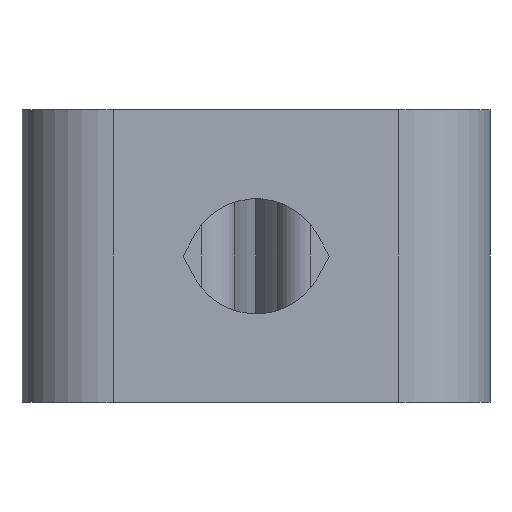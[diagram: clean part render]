
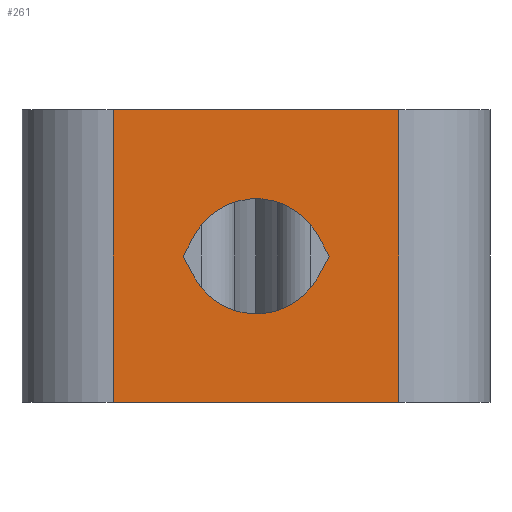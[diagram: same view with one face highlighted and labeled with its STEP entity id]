
A CAD part, front view. The second image highlights one B-rep face of the part: STEP entity #261.
In plain terms, the highlighted planar face has unit normal (0, -1, 0).
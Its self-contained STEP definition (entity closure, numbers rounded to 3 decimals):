
#30 = VECTOR ( 'NONE', #817, 1000. ) ;
#34 = ORIENTED_EDGE ( 'NONE', *, *, #67, .F. ) ;
#67 = EDGE_CURVE ( 'NONE', #1032, #2007, #2061, .T. ) ;
#75 = DIRECTION ( 'NONE',  ( 0.475, 0., -0.88 ) ) ;
#79 = VERTEX_POINT ( 'NONE', #2256 ) ;
#117 = LINE ( 'NONE', #1491, #467 ) ;
#212 = LINE ( 'NONE', #1587, #2295 ) ;
#254 = VERTEX_POINT ( 'NONE', #1588 ) ;
#261 = ADVANCED_FACE ( 'NONE', ( #2603, #1076 ), #1781, .F. ) ;
#278 = CARTESIAN_POINT ( 'NONE',  ( -1.691, -0.5, -0.571 ) ) ;
#288 = CARTESIAN_POINT ( 'NONE',  ( 0.005, -0.5, -0.361 ) ) ;
#292 = CARTESIAN_POINT ( 'NONE',  ( -1.691, -0.5, 0.554 ) ) ;
#304 = VECTOR ( 'NONE', #723, 1000. ) ;
#345 = DIRECTION ( 'NONE',  ( -1., 0., 0. ) ) ;
#362 = VECTOR ( 'NONE', #75, 1000. ) ;
#379 = VERTEX_POINT ( 'NONE', #2357 ) ;
#390 = AXIS2_PLACEMENT_3D ( 'NONE', #570, #1989, #2180 ) ;
#407 = VERTEX_POINT ( 'NONE', #1615 ) ;
#452 = EDGE_CURVE ( 'NONE', #79, #1032, #212, .T. ) ;
#467 = VECTOR ( 'NONE', #1453, 1000. ) ;
#570 = CARTESIAN_POINT ( 'NONE',  ( 0., -0.5, -4. ) ) ;
#619 = CARTESIAN_POINT ( 'NONE',  ( 0.005, -0.5, 0.344 ) ) ;
#673 = AXIS2_PLACEMENT_3D ( 'NONE', #619, #2429, #2422 ) ;
#705 = CARTESIAN_POINT ( 'NONE',  ( 3.9, -0.5, -4. ) ) ;
#723 = DIRECTION ( 'NONE',  ( 0.475, 0., 0.88 ) ) ;
#803 = ORIENTED_EDGE ( 'NONE', *, *, #2591, .F. ) ;
#816 = VECTOR ( 'NONE', #1881, 1000. ) ;
#817 = DIRECTION ( 'NONE',  ( 0., 0., 1. ) ) ;
#858 = CARTESIAN_POINT ( 'NONE',  ( -3.9, -0.5, 4. ) ) ;
#908 = ORIENTED_EDGE ( 'NONE', *, *, #2090, .T. ) ;
#956 = CARTESIAN_POINT ( 'NONE',  ( 2.005, -0.5, -0.008 ) ) ;
#957 = EDGE_LOOP ( 'NONE', ( #2093, #34, #1294, #908 ) ) ;
#1032 = VERTEX_POINT ( 'NONE', #2508 ) ;
#1043 = CARTESIAN_POINT ( 'NONE',  ( 3.9, -0.5, 4. ) ) ;
#1064 = DIRECTION ( 'NONE',  ( 1., 0., 0. ) ) ;
#1076 = FACE_OUTER_BOUND ( 'NONE', #957, .T. ) ;
#1154 = EDGE_CURVE ( 'NONE', #407, #1832, #2445, .T. ) ;
#1157 = ORIENTED_EDGE ( 'NONE', *, *, #1239, .F. ) ;
#1229 = VERTEX_POINT ( 'NONE', #1742 ) ;
#1239 = EDGE_CURVE ( 'NONE', #2475, #1229, #2197, .T. ) ;
#1294 = ORIENTED_EDGE ( 'NONE', *, *, #452, .F. ) ;
#1320 = VERTEX_POINT ( 'NONE', #1043 ) ;
#1350 = LINE ( 'NONE', #1441, #816 ) ;
#1441 = CARTESIAN_POINT ( 'NONE',  ( 2.005, -0.5, -0.008 ) ) ;
#1453 = DIRECTION ( 'NONE',  ( -1., 0., 0. ) ) ;
#1481 = VECTOR ( 'NONE', #1713, 1000. ) ;
#1491 = CARTESIAN_POINT ( 'NONE',  ( 0., -0.5, 4. ) ) ;
#1568 = EDGE_CURVE ( 'NONE', #379, #254, #2503, .T. ) ;
#1587 = CARTESIAN_POINT ( 'NONE',  ( 0., -0.5, -4. ) ) ;
#1588 = CARTESIAN_POINT ( 'NONE',  ( -1.691, -0.5, -0.571 ) ) ;
#1615 = CARTESIAN_POINT ( 'NONE',  ( 1.701, -0.5, -0.571 ) ) ;
#1651 = CARTESIAN_POINT ( 'NONE',  ( -3.9, -0.5, -4. ) ) ;
#1713 = DIRECTION ( 'NONE',  ( -0.475, 0., -0.88 ) ) ;
#1742 = CARTESIAN_POINT ( 'NONE',  ( -1.691, -0.5, 0.554 ) ) ;
#1752 = ORIENTED_EDGE ( 'NONE', *, *, #1154, .F. ) ;
#1768 = LINE ( 'NONE', #705, #1829 ) ;
#1781 = PLANE ( 'NONE',  #390 ) ;
#1799 = CIRCLE ( 'NONE', #673, 1.927 ) ;
#1807 = ORIENTED_EDGE ( 'NONE', *, *, #1568, .F. ) ;
#1829 = VECTOR ( 'NONE', #2150, 1000. ) ;
#1832 = VERTEX_POINT ( 'NONE', #2373 ) ;
#1875 = EDGE_CURVE ( 'NONE', #254, #407, #1799, .T. ) ;
#1881 = DIRECTION ( 'NONE',  ( -0.475, 0., 0.88 ) ) ;
#1949 = EDGE_CURVE ( 'NONE', #1320, #2007, #117, .T. ) ;
#1958 = LINE ( 'NONE', #292, #1481 ) ;
#1974 = ORIENTED_EDGE ( 'NONE', *, *, #2050, .F. ) ;
#1989 = DIRECTION ( 'NONE',  ( 0., 1., 0. ) ) ;
#2007 = VERTEX_POINT ( 'NONE', #858 ) ;
#2050 = EDGE_CURVE ( 'NONE', #1832, #2475, #1350, .T. ) ;
#2061 = LINE ( 'NONE', #1651, #30 ) ;
#2090 = EDGE_CURVE ( 'NONE', #79, #1320, #1768, .T. ) ;
#2093 = ORIENTED_EDGE ( 'NONE', *, *, #1949, .T. ) ;
#2110 = ORIENTED_EDGE ( 'NONE', *, *, #1875, .F. ) ;
#2150 = DIRECTION ( 'NONE',  ( 0., 0., 1. ) ) ;
#2180 = DIRECTION ( 'NONE',  ( -1., 0., 0. ) ) ;
#2197 = CIRCLE ( 'NONE', #2315, 1.927 ) ;
#2210 = CARTESIAN_POINT ( 'NONE',  ( 1.701, -0.5, 0.554 ) ) ;
#2256 = CARTESIAN_POINT ( 'NONE',  ( 3.9, -0.5, -4. ) ) ;
#2284 = EDGE_LOOP ( 'NONE', ( #1157, #1974, #1752, #2110, #1807, #803 ) ) ;
#2295 = VECTOR ( 'NONE', #345, 1000. ) ;
#2315 = AXIS2_PLACEMENT_3D ( 'NONE', #288, #2400, #1064 ) ;
#2357 = CARTESIAN_POINT ( 'NONE',  ( -1.995, -0.5, -0.008 ) ) ;
#2373 = CARTESIAN_POINT ( 'NONE',  ( 2.005, -0.5, -0.008 ) ) ;
#2400 = DIRECTION ( 'NONE',  ( 0., -1., 0. ) ) ;
#2422 = DIRECTION ( 'NONE',  ( -1., 0., 0. ) ) ;
#2429 = DIRECTION ( 'NONE',  ( 0., -1., 0. ) ) ;
#2445 = LINE ( 'NONE', #956, #304 ) ;
#2475 = VERTEX_POINT ( 'NONE', #2210 ) ;
#2503 = LINE ( 'NONE', #278, #362 ) ;
#2508 = CARTESIAN_POINT ( 'NONE',  ( -3.9, -0.5, -4. ) ) ;
#2591 = EDGE_CURVE ( 'NONE', #1229, #379, #1958, .T. ) ;
#2603 = FACE_BOUND ( 'NONE', #2284, .T. ) ;
